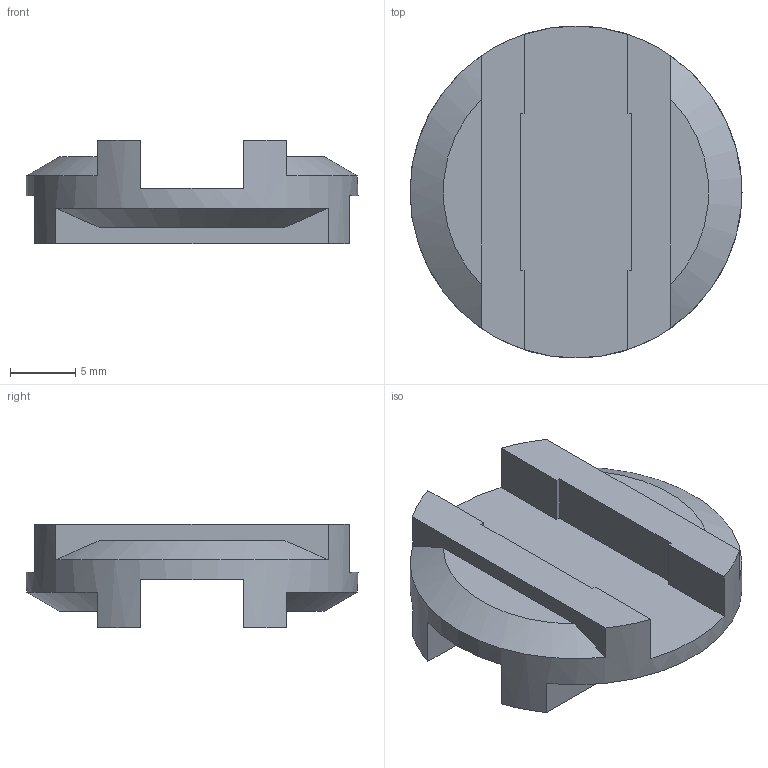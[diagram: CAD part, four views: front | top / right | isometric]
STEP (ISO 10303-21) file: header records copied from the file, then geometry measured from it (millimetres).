
FILE_DESCRIPTION(/* description */ (''),/* implementation_level */ '2;1');
FILE_NAME(/* name */ 'MISC_CouplingDisk_OD16-25-AT.ipt.stp',/* time_stamp */ '2016-01-07T16:45:27-08:00',/* author */ ('Autodesk Inc.'),/* organization */ ('Autodesk Inc.'),/* preprocessor_version */ 'ST-DEVELOPER v16.1',/* originating_system */ 'Autodesk Inventor 2016',/* authorisation */ '');
FILE_SCHEMA (('AUTOMOTIVE_DESIGN { 1 0 10303 214 3 1 1 }'));
Length unit declared in the file: inch
Products named in the file (1): MISC_CouplingDisk_OD16-25-AT
Bounding box: 25.4 x 25.4 x 7.92 mm (x, y, z)
Volume: 1941.2 mm3; surface area: 1780.5 mm2
Topology: 1 solids, 1 shells, 39 faces, 110 edges, 73 vertices
Faces by surface type: plane 34, cone 4, cylinder 1
Full cylindrical faces by diameter (mm): 25.4 x1
Entity records: 1260 total; most frequent: CARTESIAN_POINT 236, ORIENTED_EDGE 216, DIRECTION 200, EDGE_CURVE 108, LINE 80, VECTOR 80, VERTEX_POINT 72, AXIS2_PLACEMENT_3D 60
